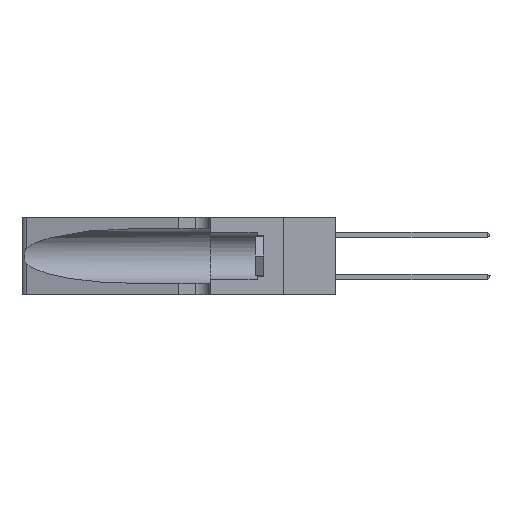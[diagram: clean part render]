
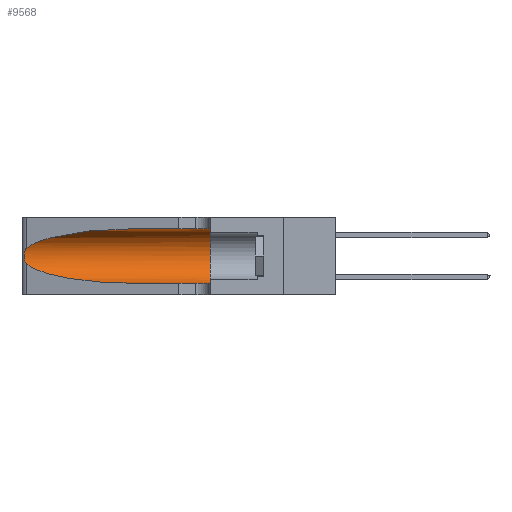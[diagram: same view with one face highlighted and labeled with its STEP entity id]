
A CAD part, left-side view. The second image highlights one B-rep face of the part: STEP entity #9568.
In plain terms, the highlighted cylindrical face has radius 3.308 mm (diameter 6.617 mm), a partial arc.
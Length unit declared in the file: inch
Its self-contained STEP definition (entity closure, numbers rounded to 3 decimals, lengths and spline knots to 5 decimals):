
#49 = CARTESIAN_POINT ( 'NONE',  ( 0.25789, 1.23486, 0.15765 ) ) ;
#1907 = CARTESIAN_POINT ( 'NONE',  ( 0.18966, 0.96281, 0.31525 ) ) ;
#2042 = CARTESIAN_POINT ( 'NONE',  ( 0.25639, 1.23186, 0.15144 ) ) ;
#2233 = EDGE_CURVE ( 'NONE', #13928, #13361, #24589, .T. ) ;
#3251 = CARTESIAN_POINT ( 'NONE',  ( 0.25487, 1.22718, 0.14631 ) ) ;
#3535 = CARTESIAN_POINT ( 'NONE',  ( 0.1305, 0.72297, 0.31525 ) ) ;
#3567 = VERTEX_POINT ( 'NONE', #21382 ) ;
#3821 = VERTEX_POINT ( 'NONE', #12814 ) ;
#3991 = CARTESIAN_POINT ( 'NONE',  ( 0.25787, 1.23484, 0.2124 ) ) ;
#4018 = DIRECTION ( 'NONE',  ( 0., 0., 1. ) ) ;
#4170 = CARTESIAN_POINT ( 'NONE',  ( 0.26017, 1.23833, 0.17102 ) ) ;
#4456 = AXIS2_PLACEMENT_3D ( 'NONE', #12023, #22219, #4018 ) ;
#5124 = EDGE_CURVE ( 'NONE', #13928, #6618, #12253, .T. ) ;
#5380 = CARTESIAN_POINT ( 'NONE',  ( 0.2373, 1.15595, 0.08982 ) ) ;
#5629 = DIRECTION ( 'NONE',  ( 0., -1., 0. ) ) ;
#6618 = VERTEX_POINT ( 'NONE', #18530 ) ;
#7411 = CARTESIAN_POINT ( 'NONE',  ( 0.18966, 0.96281, 0.05475 ) ) ;
#7530 = CYLINDRICAL_SURFACE ( 'NONE', #22118, 0.13025 ) ;
#7849 = FACE_OUTER_BOUND ( 'NONE', #18889, .T. ) ;
#7873 = CARTESIAN_POINT ( 'NONE',  ( 0.26075, 1.23896, 0.19203 ) ) ;
#8137 = VERTEX_POINT ( 'NONE', #25078 ) ;
#8701 = DIRECTION ( 'NONE',  ( 0., -1., 0. ) ) ;
#8747 = ORIENTED_EDGE ( 'NONE', *, *, #24892, .T. ) ;
#8846 = ORIENTED_EDGE ( 'NONE', *, *, #15744, .T. ) ;
#9251 = ORIENTED_EDGE ( 'NONE', *, *, #2233, .T. ) ;
#9568 = ADVANCED_FACE ( 'NONE', ( #7849 ), #7530, .F. ) ;
#9891 = CARTESIAN_POINT ( 'NONE',  ( 0.25555, 1.22993, 0.14849 ) ) ;
#10151 = CARTESIAN_POINT ( 'NONE',  ( 0.25856, 1.23593, 0.16098 ) ) ;
#10210 = DIRECTION ( 'NONE',  ( 0., -1., 0. ) ) ;
#11118 = ORIENTED_EDGE ( 'NONE', *, *, #5124, .F. ) ;
#11361 = VECTOR ( 'NONE', #10210, 39.37008 ) ;
#12023 = CARTESIAN_POINT ( 'NONE',  ( 0.1305, 0.35, 0.185 ) ) ;
#12088 = CARTESIAN_POINT ( 'NONE',  ( 0.26018, 1.23835, 0.19895 ) ) ;
#12253 = LINE ( 'NONE', #14585, #16956 ) ;
#12424 = CIRCLE ( 'NONE', #4456, 0.13025 ) ;
#12814 = CARTESIAN_POINT ( 'NONE',  ( 0.25487, 1.22718, 0.14631 ) ) ;
#13361 = VERTEX_POINT ( 'NONE', #15009 ) ;
#13928 = VERTEX_POINT ( 'NONE', #3535 ) ;
#14111 = CARTESIAN_POINT ( 'NONE',  ( 0.25555, 1.22994, 0.2215 ) ) ;
#14585 = CARTESIAN_POINT ( 'NONE',  ( 0.1305, 1.61858, 0.31525 ) ) ;
#14997 = ORIENTED_EDGE ( 'NONE', *, *, #18587, .T. ) ;
#15009 = CARTESIAN_POINT ( 'NONE',  ( 0.25487, 1.22718, 0.22369 ) ) ;
#15293 = DIRECTION ( 'NONE',  ( 0., 0., -1. ) ) ;
#15744 = EDGE_CURVE ( 'NONE', #3821, #8137, #16847, .T. ) ;
#15983 = CARTESIAN_POINT ( 'NONE',  ( 0.25487, 1.22718, 0.22369 ) ) ;
#16114 = CARTESIAN_POINT ( 'NONE',  ( 0.25487, 1.22718, 0.14631 ) ) ;
#16847 =( BOUNDED_CURVE ( )  B_SPLINE_CURVE ( 3, ( #3251, #5380, #7411, #21469 ),
 .UNSPECIFIED., .F., .T. ) 
 B_SPLINE_CURVE_WITH_KNOTS ( ( 4, 4 ),
 ( 3.44316, 4.71239 ),
 .UNSPECIFIED. ) 
 CURVE ( )  GEOMETRIC_REPRESENTATION_ITEM ( )  RATIONAL_B_SPLINE_CURVE ( ( 1., 0.87, 0.87, 1. ) ) 
 REPRESENTATION_ITEM ( '' )  );
#16956 = VECTOR ( 'NONE', #8701, 39.37008 ) ;
#18045 = CARTESIAN_POINT ( 'NONE',  ( 0.25854, 1.2359, 0.20912 ) ) ;
#18530 = CARTESIAN_POINT ( 'NONE',  ( 0.1305, 0.35, 0.31525 ) ) ;
#18587 = EDGE_CURVE ( 'NONE', #13361, #3821, #25082, .T. ) ;
#18889 = EDGE_LOOP ( 'NONE', ( #9251, #14997, #8846, #8747, #23610, #11118 ) ) ;
#18977 = CARTESIAN_POINT ( 'NONE',  ( 0.1305, 1.61858, 0.185 ) ) ;
#20127 = CARTESIAN_POINT ( 'NONE',  ( 0.1305, 0.72297, 0.31525 ) ) ;
#20246 = CARTESIAN_POINT ( 'NONE',  ( 0.25639, 1.23184, 0.21858 ) ) ;
#21382 = CARTESIAN_POINT ( 'NONE',  ( 0.1305, 0.35, 0.05475 ) ) ;
#21469 = CARTESIAN_POINT ( 'NONE',  ( 0.1305, 0.72297, 0.05475 ) ) ;
#21929 = CARTESIAN_POINT ( 'NONE',  ( 0.26075, 1.23896, 0.178 ) ) ;
#22118 = AXIS2_PLACEMENT_3D ( 'NONE', #18977, #5629, #15293 ) ;
#22151 = CARTESIAN_POINT ( 'NONE',  ( 0.2373, 1.15595, 0.28018 ) ) ;
#22219 = DIRECTION ( 'NONE',  ( 0., 1., 0. ) ) ;
#22851 = EDGE_CURVE ( 'NONE', #6618, #3567, #12424, .T. ) ;
#23610 = ORIENTED_EDGE ( 'NONE', *, *, #22851, .F. ) ;
#23939 = LINE ( 'NONE', #24009, #11361 ) ;
#24009 = CARTESIAN_POINT ( 'NONE',  ( 0.1305, 1.61858, 0.05475 ) ) ;
#24037 = CARTESIAN_POINT ( 'NONE',  ( 0.25487, 1.22718, 0.22369 ) ) ;
#24589 =( BOUNDED_CURVE ( )  B_SPLINE_CURVE ( 3, ( #20127, #1907, #22151, #15983 ),
 .UNSPECIFIED., .F., .F. ) 
 B_SPLINE_CURVE_WITH_KNOTS ( ( 4, 4 ),
 ( 1.5708, 2.84003 ),
 .UNSPECIFIED. ) 
 CURVE ( )  GEOMETRIC_REPRESENTATION_ITEM ( )  RATIONAL_B_SPLINE_CURVE ( ( 1., 0.87, 0.87, 1. ) ) 
 REPRESENTATION_ITEM ( '' )  );
#24892 = EDGE_CURVE ( 'NONE', #8137, #3567, #23939, .T. ) ;
#25078 = CARTESIAN_POINT ( 'NONE',  ( 0.1305, 0.72297, 0.05475 ) ) ;
#25082 = B_SPLINE_CURVE_WITH_KNOTS ( 'NONE', 3,
 ( #24037, #14111, #20246, #3991, #18045, #12088, #7873, #21929, #4170, #10151, #49, #2042, #9891, #16114 ),
 .UNSPECIFIED., .F., .F.,
 ( 4, 2, 2, 2, 2, 2, 4 ),
 ( 0., 0.00027, 0.00053, 0.00107, 0.0016, 0.00187, 0.00214 ),
 .UNSPECIFIED. ) ;
